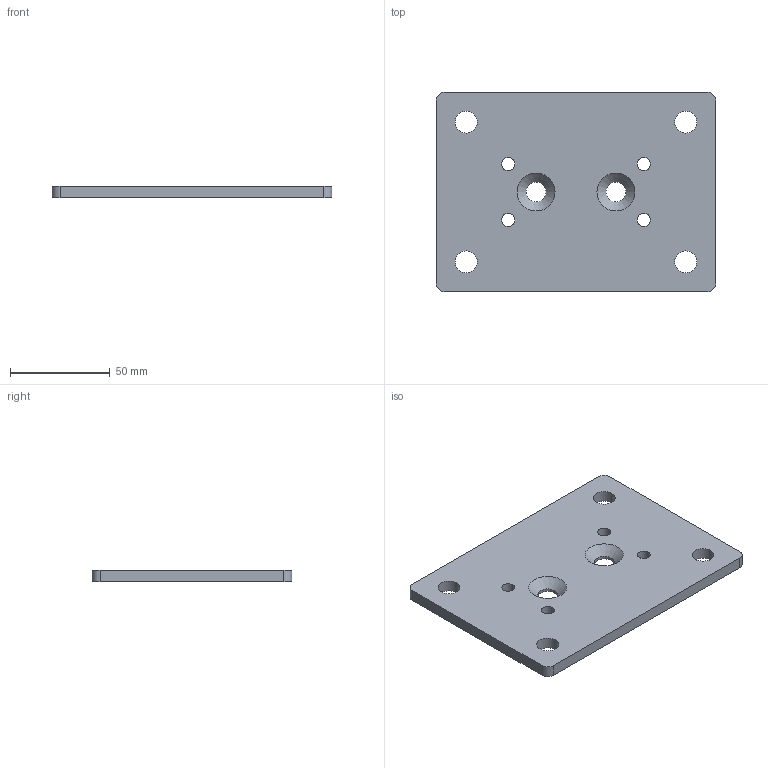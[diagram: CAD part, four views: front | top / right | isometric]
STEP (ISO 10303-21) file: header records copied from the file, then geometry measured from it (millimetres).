
FILE_DESCRIPTION(/* description */ (''),/* implementation_level */ '2;1');
FILE_NAME(/* name */ '1008208.stp',/* time_stamp */ '2024-07-02T11:47:21+02:00',/* author */ ('Bo'),/* organization */ (''),/* preprocessor_version */ 'ST-DEVELOPER v20',/* originating_system */ 'Autodesk Inventor 2025',/* authorisation */ '');
FILE_SCHEMA (('AUTOMOTIVE_DESIGN { 1 0 10303 214 3 1 1 }'));
Length unit declared in the file: millimetre
Products named in the file (1): 1008208
Bounding box: 140 x 100 x 6 mm (x, y, z)
Volume: 79070.9 mm3; surface area: 31055 mm2
Topology: 1 solids, 1 shells, 22 faces, 58 edges, 38 vertices
Faces by surface type: cylinder 14, plane 6, cone 2
Full cylindrical faces by diameter (mm): 6.5 x4, 10 x2, 11 x4
Entity records: 788 total; most frequent: DIRECTION 134, CARTESIAN_POINT 119, ORIENTED_EDGE 116, EDGE_CURVE 58, AXIS2_PLACEMENT_3D 53, EDGE_LOOP 42, VERTEX_POINT 38, CIRCLE 30
